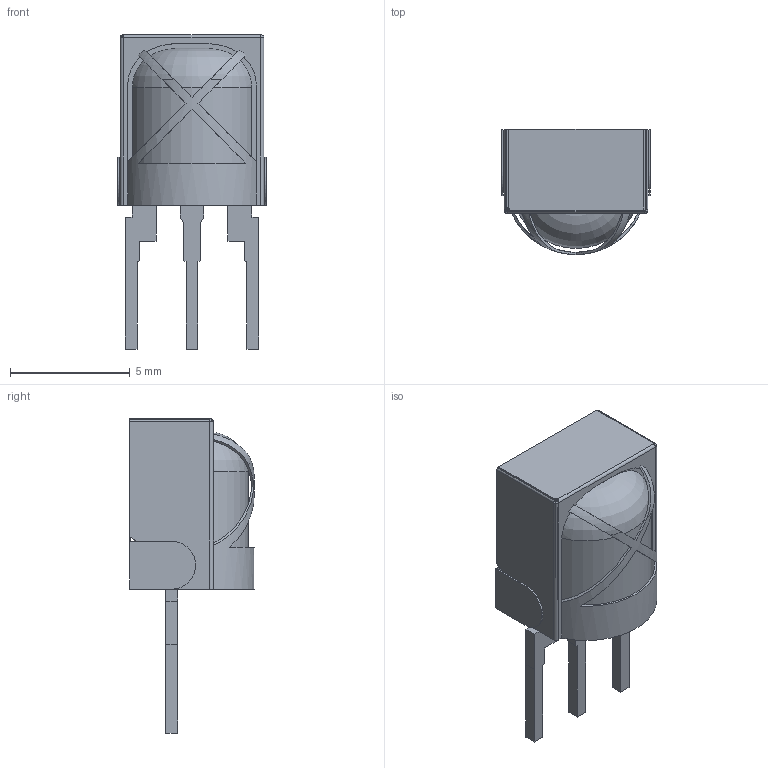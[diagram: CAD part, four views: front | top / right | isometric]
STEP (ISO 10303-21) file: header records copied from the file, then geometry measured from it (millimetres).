
FILE_DESCRIPTION(('FreeCAD Model'),'2;1');
FILE_NAME('Open CASCADE Shape Model','2023-04-06T14:25:08',('Author'),( ''),'Open CASCADE STEP processor 7.6','FreeCAD','Unknown');
FILE_SCHEMA(('AUTOMOTIVE_DESIGN { 1 0 10303 214 1 1 1 1 }'));
Length unit declared in the file: millimetre
Products named in the file (6): Unbranded_VS1838B; Metal cage; IR sensor; Pin 2; Pin 1; Pin 3
Assembly tree (5 placements, depth 2):
  Unbranded_VS1838B
    Metal cage
    IR sensor
    Pin 2
    Pin 1
    Pin 3
Bounding box: 6.2 x 5.2 x 13.1 mm (x, y, z)
Volume: 180.6 mm3; surface area: 552.8 mm2
Topology: 5 solids, 5 shells, 149 faces, 392 edges, 246 vertices
Faces by surface type: plane 111, cylinder 26, revolution 8, sphere 4
Entity records: 5446 total; most frequent: CARTESIAN_POINT 1629, ORIENTED_EDGE 776, DIRECTION 743, EDGE_CURVE 388, LINE 281, VECTOR 281, VERTEX_POINT 246, AXIS2_PLACEMENT_3D 227
